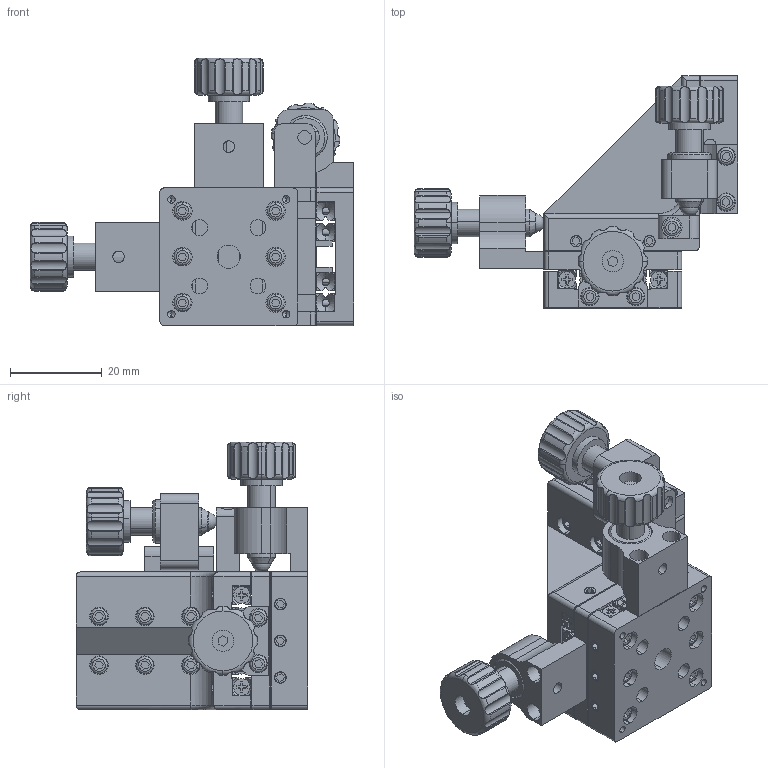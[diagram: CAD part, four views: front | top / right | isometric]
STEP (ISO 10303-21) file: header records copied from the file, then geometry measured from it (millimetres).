
FILE_DESCRIPTION (( 'STEP AP203' ), '1' );
FILE_NAME ('56CTS-4L.STEP', '2016-05-04T07:33:42', ( '' ), ( '' ), 'SwSTEP 2.0', 'SolidWorks 2016', '' );
FILE_SCHEMA (( 'CONFIG_CONTROL_DESIGN' ));
Products named in the file (1): 56CTS-4L
Bounding box: 70.43 x 50.5 x 58.23 mm (x, y, z)
Volume: 39017.9 mm3; surface area: 39274 mm2
Topology: 89 solids, 89 shells, 2393 faces, 6028 edges, 3864 vertices
Faces by surface type: plane 1087, cylinder 874, cone 350, torus 76, sphere 6
Entity records: 74617 total; most frequent: CARTESIAN_POINT 16610, DIRECTION 12044, ORIENTED_EDGE 11926, EDGE_CURVE 5963, AXIS2_PLACEMENT_3D 4383, VERTEX_POINT 3855, LINE 3278, VECTOR 3278
